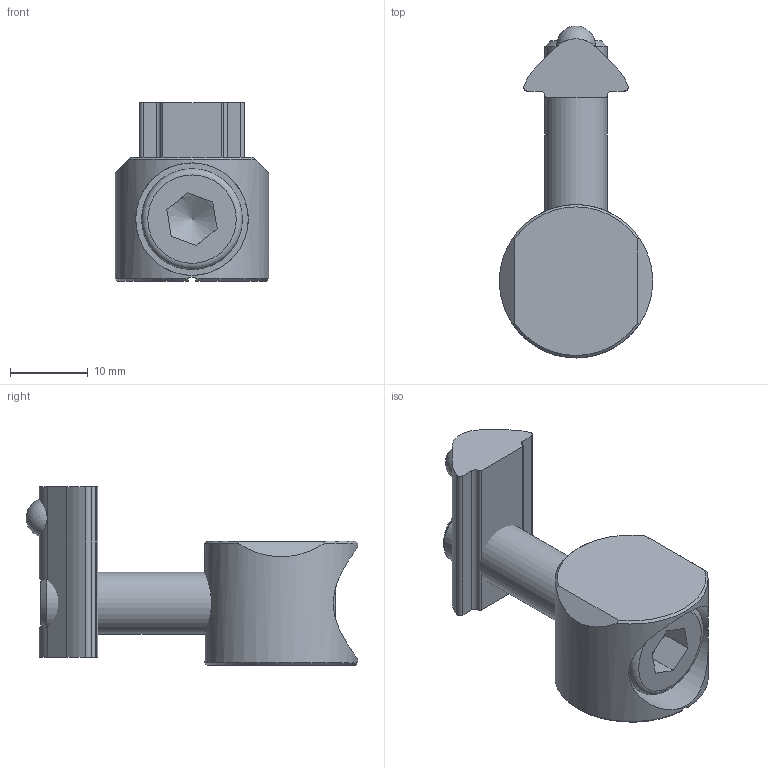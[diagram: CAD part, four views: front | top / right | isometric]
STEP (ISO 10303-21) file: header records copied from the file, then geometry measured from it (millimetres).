
FILE_DESCRIPTION(/* description */ (''),/* implementation_level */ '2;1');
FILE_NAME(/* name */ 'SV1816V_A.stp',/* time_stamp */ '2022-05-12T11:24:16+02:00',/* author */ ('matthiasboeke'),/* organization */ (''),/* preprocessor_version */ 'ST-DEVELOPER v18.1',/* originating_system */ 'Autodesk Inventor 2020',/* authorisation */ '');
FILE_SCHEMA (('AUTOMOTIVE_DESIGN { 1 0 10303 214 3 1 1 }'));
Length unit declared in the file: millimetre
Products named in the file (7): SV1816V_A; SV1800V_A; DK0912080300_A; SV2102V_A; ME1631105_B; MK5100000_A; MK2402100_A
Assembly tree (6 placements, depth 3):
  SV1816V_A
    SV1800V_A
    DK0912080300_A
    SV2102V_A
      ME1631105_B
      MK5100000_A
      MK2402100_A
Bounding box: 19.75 x 42.76 x 23 mm (x, y, z)
Volume: 6350.6 mm3; surface area: 4735.3 mm2
Topology: 5 solids, 5 shells, 58 faces, 155 edges, 107 vertices
Faces by surface type: plane 30, cylinder 18, cone 7, torus 1, bspline 1, sphere 1
Full cylindrical faces by diameter (mm): 4.5 x1, 5.1 x1, 6.647 x1, 8 x1, 8.1 x1, 13 x1, 14.5 x1, 19.75 x1
Entity records: 2817 total; most frequent: CARTESIAN_POINT 1100, DIRECTION 333, ORIENTED_EDGE 304, EDGE_CURVE 152, AXIS2_PLACEMENT_3D 132, VERTEX_POINT 107, LINE 69, VECTOR 69
